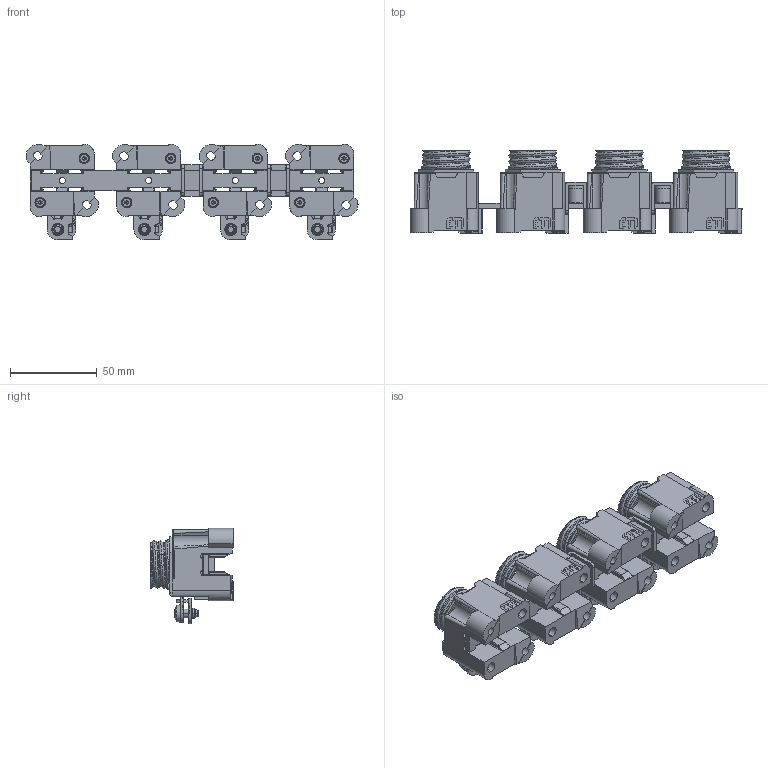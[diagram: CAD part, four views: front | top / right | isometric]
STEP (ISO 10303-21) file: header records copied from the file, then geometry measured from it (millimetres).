
FILE_DESCRIPTION((''),'2;1');
FILE_NAME('002322102_SET_EZR_25_4P_ASM','2021-10-22T',('marketing.praksa'),('Audax d.o.o.'),'CREO PARAMETRIC BY PTC INC, 2017480','CREO PARAMETRIC BY PTC INC, 2017480','');
FILE_SCHEMA(('AUTOMOTIVE_DESIGN { 1 0 10303 214 1 1 1 1 }'));
Length unit declared in the file: millimetre
Products named in the file (12): 0000006465_1; 0000006480_1_1_2; 0000006478_1_1_2; 0000006479_1_1_2; 0000011681_1_1_2; 0000020482_1_1_2; 0000059958_1_1_2; PRT9565; 0000006481_ASM_1_1_2_ASM; 0000006485_1_1_2; 0000012227_1_1_2; 002322102_SET_EZR_25_4P_ASM
Assembly tree (18 placements, depth 3):
  002322102_SET_EZR_25_4P_ASM
    0000006465_1
    0000006481_ASM_1_1_2_ASM  x4
      0000006480_1_1_2
      0000006478_1_1_2
      0000006479_1_1_2
      0000011681_1_1_2
      0000020482_1_1_2
      0000059958_1_1_2
      PRT9565
    0000006485_1_1_2  x2
    0000012227_1_1_2  x2
Bounding box: 191.76 x 47.4 x 55.3 mm (x, y, z)
Volume: 122902.7 mm3; surface area: 81815.6 mm2
Topology: 49 solids, 69 shells, 2984 faces, 8472 edges, 5610 vertices
Faces by surface type: plane 1692, cylinder 900, cone 188, torus 132, bspline 64, sphere 8
Entity records: 49671 total; most frequent: CARTESIAN_POINT 12194, ORIENTED_EDGE 4760, DIRECTION 4445, PRESENTATION_STYLE_ASSIGNMENT 3143, STYLED_ITEM 3143, EDGE_CURVE 2393, CURVE_STYLE 2289, VERTEX_POINT 1594
